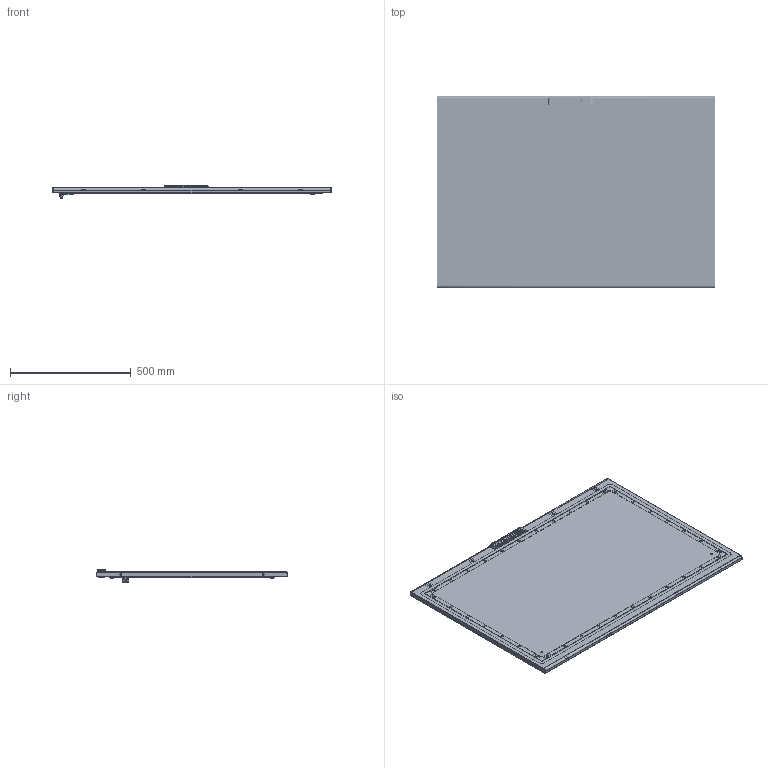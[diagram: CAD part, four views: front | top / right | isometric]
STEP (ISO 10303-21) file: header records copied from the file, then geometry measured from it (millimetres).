
FILE_DESCRIPTION (( 'STEP AP203' ), '1' );
FILE_NAME ('1200x800.STEP', '2011-12-15T11:47:15', ( 'User' ), ( 'DKC' ), 'SwSTEP 2.0', 'SolidWorks 2011', '' );
FILE_SCHEMA (( 'CONFIG_CONTROL_DESIGN' ));
Length unit declared in the file: millimetre
Products named in the file (33): 1200x800; Sostegno autoallineante per porta AC00C446; Çåðêàëüíî îòðàçèòüterminator for door.SLDPRT1; Çåðêàëüíî îòðàçèòüterminator for door.SLDPRT; Çåðêàëüíî îòðàçèòüribattino AC00C377; Çåðêàëüíî îòðàçèòüboccola AC00C378; terminator for door.SLDPRT; boccola AC00C378; ribattino AC00C377; AC00C254_Default; Hex Flange Bolt M6x10_ISO 4162 - M6 x 12 x 12-S; Wood screw 4.2x13_R5A07; Nut M6_Hexagon Nut ISO - 4034 - M6 - S; AC00C183_Default; AC00C184 dado telaio interno porta_Default; end-cap_AC00C061; land; hinge AC00C170_Default; distanziale di gomma per RAM BLOCK_AC00C390; linguetta_AC00C387; ASTINA Inferiore_1200; ASTINA Superiore_1200; RAMBLOCK montata modificated_Default; Ingranaggio per cariglione modificated_AC00C388; inserto chiave per maniglia RAM BLOCK_AC00C389; Sealing ring; basetta esterna_AC00C506; maniglia RAM BLOCK modificated_AC00C505; AC00C400 Quadro IP55 Guida aste_Default; Montante verticale + Traversa orizzontale interno porta_Montante verticale 1200; Montante verticale + Traversa orizzontale interno porta_Traversa orizzontale 800; sealant for sviluppo porta quadro_1200x800; Sviluppo porta quadro_1200x800
Assembly tree (70 placements, depth 3):
  1200x800
    linguetta_AC00C387
    Montante verticale + Traversa orizzontale interno porta_Traversa orizzontale 800  x2
    land  x10
    ASTINA Inferiore_1200
    ASTINA Superiore_1200
    RAMBLOCK montata modificated_Default
      Ingranaggio per cariglione modificated_AC00C388
      basetta esterna_AC00C506
      inserto chiave per maniglia RAM BLOCK_AC00C389
      maniglia RAM BLOCK modificated_AC00C505
      Sealing ring
    AC00C400 Quadro IP55 Guida aste_Default  x4
    hinge AC00C170_Default  x4
    Wood screw 4.2x13_R5A07  x5
    AC00C184 dado telaio interno porta_Default  x4
    distanziale di gomma per RAM BLOCK_AC00C390  x2
    sealant for sviluppo porta quadro_1200x800
    end-cap_AC00C061  x2
    Çåðêàëüíî îòðàçèòüterminator for door.SLDPRT1
      boccola AC00C378
      ribattino AC00C377
    Çåðêàëüíî îòðàçèòüterminator for door.SLDPRT
      Çåðêàëüíî îòðàçèòüribattino AC00C377
      Çåðêàëüíî îòðàçèòüboccola AC00C378
    terminator for door.SLDPRT  x2
      boccola AC00C378
      ribattino AC00C377
    AC00C254_Default  x4
    AC00C183_Default  x4
    Hex Flange Bolt M6x10_ISO 4162 - M6 x 12 x 12-S
    Montante verticale + Traversa orizzontale interno porta_Montante verticale 1200  x2
    Nut M6_Hexagon Nut ISO - 4034 - M6 - S  x4
    Sviluppo porta quadro_1200x800
    Sostegno autoallineante per porta AC00C446
Bounding box: 1155 x 794 x 52.66 mm (x, y, z)
Volume: 2787073.9 mm3; surface area: 2772306.1 mm2
Topology: 77 solids, 77 shells, 7417 faces, 20426 edges, 13264 vertices
Faces by surface type: bspline 2869, plane 2107, cylinder 1910, cone 465, torus 48, sphere 18
Entity records: 143500 total; most frequent: CARTESIAN_POINT 89462, ORIENTED_EDGE 10992, DIRECTION 9457, EDGE_CURVE 5496, VERTEX_POINT 3524, AXIS2_PLACEMENT_3D 3324, LINE 2809, VECTOR 2809
